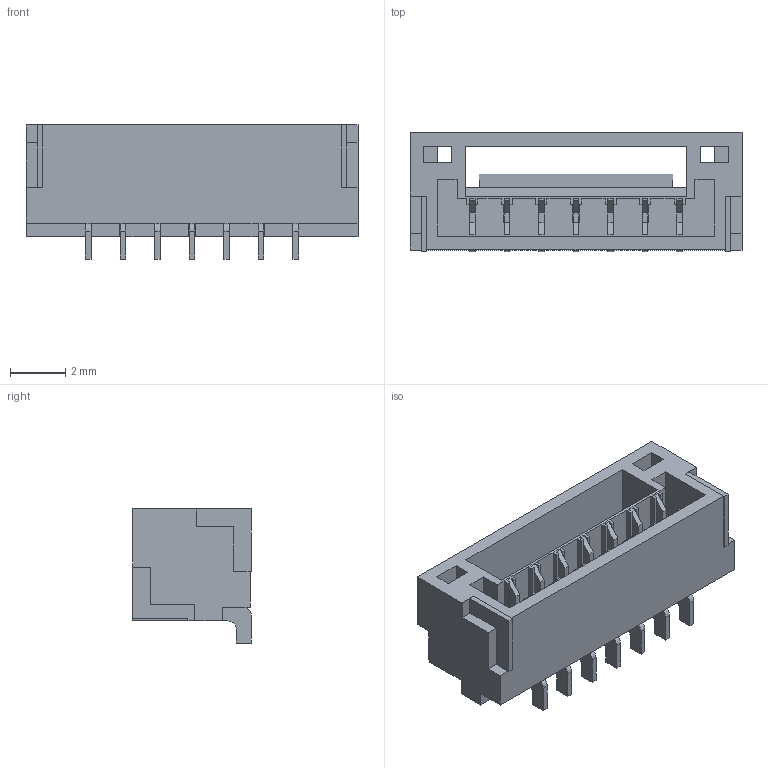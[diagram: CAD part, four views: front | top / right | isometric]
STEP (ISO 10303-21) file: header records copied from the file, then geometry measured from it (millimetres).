
FILE_DESCRIPTION (( 'STEP AP214' ), '1' );
FILE_NAME ('SM07B-GHS-TB.STEP', '2019-04-07T09:54:58', ( '' ), ( '' ), 'SwSTEP 2.0', 'SolidWorks 2018', '' );
FILE_SCHEMA (( 'AUTOMOTIVE_DESIGN' ));
Length unit declared in the file: millimetre
Products named in the file (1): SM07B-GHS-TB
Bounding box: 12 x 4.3 x 4.85 mm (x, y, z)
Volume: 101.5 mm3; surface area: 528.7 mm2
Topology: 10 solids, 10 shells, 308 faces, 886 edges, 586 vertices
Faces by surface type: plane 294, cylinder 14
Entity records: 10338 total; most frequent: CARTESIAN_POINT 1781, ORIENTED_EDGE 1772, DIRECTION 1532, EDGE_CURVE 886, VECTOR 858, LINE 858, VERTEX_POINT 586, AXIS2_PLACEMENT_3D 337
